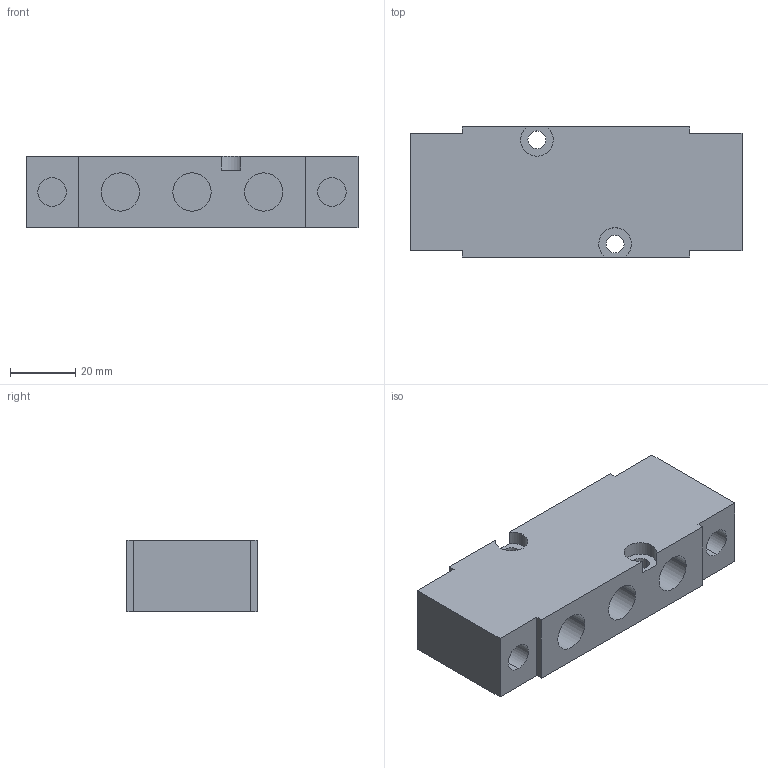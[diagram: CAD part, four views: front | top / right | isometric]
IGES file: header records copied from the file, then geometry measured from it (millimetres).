
Start section:  PTC IGES file: PN 520 701.igs
Global section: file name: PN 520 701.igs; native system: b.tamas by Parametric Technology Corporation; preprocessor: 2001360; author: Unknown; organization: PTC; date: 070209.101022; units: millimetre
Bounding box: 102 x 40 x 22 mm (x, y, z)
Surface area: 17169 mm2 (no closed solid volume)
Topology: 0 solids, 0 shells, 52 faces, 256 edges, 256 vertices
Faces by surface type: bspline 26, revolution 26
